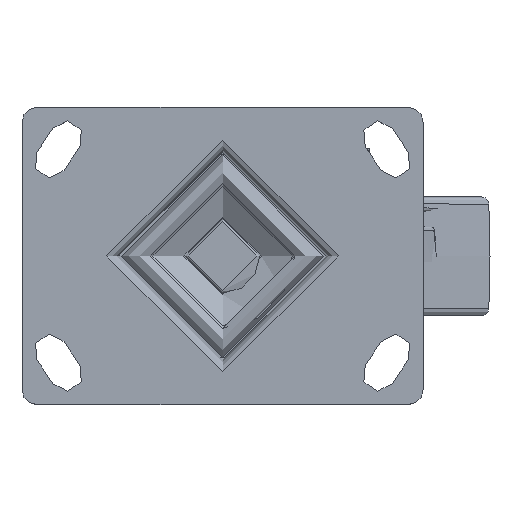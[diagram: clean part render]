
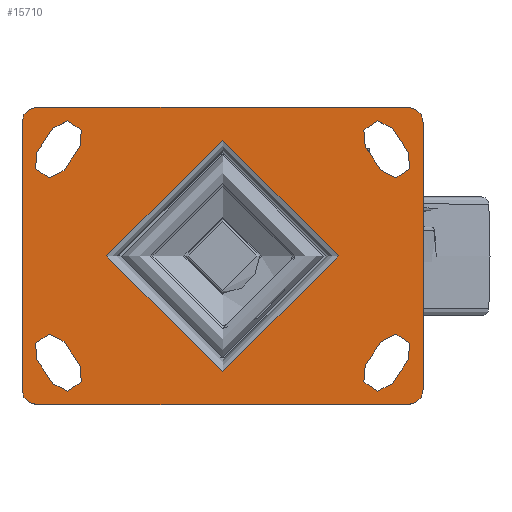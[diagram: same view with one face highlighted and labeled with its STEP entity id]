
A CAD part, top view. The second image highlights one B-rep face of the part: STEP entity #15710.
In plain terms, the highlighted planar face has unit normal (0, 0, 1).
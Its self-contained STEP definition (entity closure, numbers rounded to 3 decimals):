
#1473=FACE_BOUND('',#5073,.T.);
#1474=FACE_BOUND('',#5074,.T.);
#1475=FACE_BOUND('',#5075,.T.);
#1476=FACE_BOUND('',#5076,.T.);
#1477=FACE_BOUND('',#5077,.T.);
#1630=PLANE('',#17091);
#2129=LINE('',#22959,#3043);
#2131=LINE('',#22962,#3045);
#2133=LINE('',#22965,#3047);
#2135=LINE('',#22968,#3049);
#2137=LINE('',#22971,#3051);
#2139=LINE('',#22974,#3053);
#2141=LINE('',#22977,#3055);
#2143=LINE('',#22980,#3057);
#2144=LINE('',#22982,#3058);
#2146=LINE('',#22985,#3060);
#2147=LINE('',#22986,#3061);
#2148=LINE('',#22987,#3062);
#3043=VECTOR('',#18909,1000.);
#3045=VECTOR('',#18913,1000.);
#3047=VECTOR('',#18917,1000.);
#3049=VECTOR('',#18921,1000.);
#3051=VECTOR('',#18925,1000.);
#3053=VECTOR('',#18929,1000.);
#3055=VECTOR('',#18933,1000.);
#3057=VECTOR('',#18937,1000.);
#3058=VECTOR('',#18940,1000.);
#3060=VECTOR('',#18944,1000.);
#3061=VECTOR('',#18945,1000.);
#3062=VECTOR('',#18946,1000.);
#4072=FACE_OUTER_BOUND('',#5072,.T.);
#5072=EDGE_LOOP('',(#11120,#11121,#11122,#11123,#11124,#11125,#11126,#11127));
#5073=EDGE_LOOP('',(#11128,#11129,#11130,#11131));
#5074=EDGE_LOOP('',(#11132,#11133,#11134,#11135));
#5075=EDGE_LOOP('',(#11136,#11137,#11138,#11139));
#5076=EDGE_LOOP('',(#11140,#11141,#11142,#11143));
#5077=EDGE_LOOP('',(#11144));
#6194=CIRCLE('',#16910,39.);
#6307=CIRCLE('',#17047,5.);
#6309=CIRCLE('',#17050,5.);
#6311=CIRCLE('',#17053,5.);
#6313=CIRCLE('',#17056,5.);
#6316=CIRCLE('',#17060,5.5);
#6317=CIRCLE('',#17062,5.5);
#6320=CIRCLE('',#17066,5.5);
#6321=CIRCLE('',#17068,5.5);
#6324=CIRCLE('',#17072,5.5);
#6325=CIRCLE('',#17074,5.5);
#6328=CIRCLE('',#17078,5.5);
#6329=CIRCLE('',#17080,5.5);
#6918=VERTEX_POINT('',#22492);
#7085=VERTEX_POINT('',#22850);
#7086=VERTEX_POINT('',#22851);
#7089=VERTEX_POINT('',#22859);
#7090=VERTEX_POINT('',#22860);
#7093=VERTEX_POINT('',#22868);
#7094=VERTEX_POINT('',#22869);
#7097=VERTEX_POINT('',#22877);
#7098=VERTEX_POINT('',#22878);
#7103=VERTEX_POINT('',#22889);
#7104=VERTEX_POINT('',#22891);
#7105=VERTEX_POINT('',#22895);
#7106=VERTEX_POINT('',#22896);
#7111=VERTEX_POINT('',#22907);
#7112=VERTEX_POINT('',#22909);
#7113=VERTEX_POINT('',#22913);
#7114=VERTEX_POINT('',#22914);
#7119=VERTEX_POINT('',#22925);
#7120=VERTEX_POINT('',#22927);
#7121=VERTEX_POINT('',#22931);
#7122=VERTEX_POINT('',#22932);
#7127=VERTEX_POINT('',#22943);
#7128=VERTEX_POINT('',#22945);
#7129=VERTEX_POINT('',#22949);
#7130=VERTEX_POINT('',#22950);
#8440=EDGE_CURVE('',#6918,#6918,#6194,.T.);
#8619=EDGE_CURVE('',#7085,#7086,#6307,.T.);
#8623=EDGE_CURVE('',#7089,#7090,#6309,.T.);
#8627=EDGE_CURVE('',#7093,#7094,#6311,.T.);
#8631=EDGE_CURVE('',#7097,#7098,#6313,.T.);
#8637=EDGE_CURVE('',#7104,#7103,#6316,.T.);
#8639=EDGE_CURVE('',#7105,#7106,#6317,.T.);
#8645=EDGE_CURVE('',#7112,#7111,#6320,.T.);
#8647=EDGE_CURVE('',#7113,#7114,#6321,.T.);
#8653=EDGE_CURVE('',#7120,#7119,#6324,.T.);
#8655=EDGE_CURVE('',#7121,#7122,#6325,.T.);
#8661=EDGE_CURVE('',#7128,#7127,#6328,.T.);
#8663=EDGE_CURVE('',#7129,#7130,#6329,.T.);
#8668=EDGE_CURVE('',#7127,#7129,#2129,.T.);
#8670=EDGE_CURVE('',#7130,#7128,#2131,.T.);
#8672=EDGE_CURVE('',#7119,#7121,#2133,.T.);
#8674=EDGE_CURVE('',#7122,#7120,#2135,.T.);
#8676=EDGE_CURVE('',#7111,#7113,#2137,.T.);
#8678=EDGE_CURVE('',#7114,#7112,#2139,.T.);
#8680=EDGE_CURVE('',#7103,#7105,#2141,.T.);
#8682=EDGE_CURVE('',#7106,#7104,#2143,.T.);
#8683=EDGE_CURVE('',#7098,#7085,#2144,.T.);
#8685=EDGE_CURVE('',#7094,#7097,#2146,.T.);
#8686=EDGE_CURVE('',#7090,#7093,#2147,.T.);
#8687=EDGE_CURVE('',#7086,#7089,#2148,.T.);
#11120=ORIENTED_EDGE('',*,*,#8631,.F.);
#11121=ORIENTED_EDGE('',*,*,#8685,.F.);
#11122=ORIENTED_EDGE('',*,*,#8627,.F.);
#11123=ORIENTED_EDGE('',*,*,#8686,.F.);
#11124=ORIENTED_EDGE('',*,*,#8623,.F.);
#11125=ORIENTED_EDGE('',*,*,#8687,.F.);
#11126=ORIENTED_EDGE('',*,*,#8619,.F.);
#11127=ORIENTED_EDGE('',*,*,#8683,.F.);
#11128=ORIENTED_EDGE('',*,*,#8661,.T.);
#11129=ORIENTED_EDGE('',*,*,#8668,.T.);
#11130=ORIENTED_EDGE('',*,*,#8663,.T.);
#11131=ORIENTED_EDGE('',*,*,#8670,.T.);
#11132=ORIENTED_EDGE('',*,*,#8653,.T.);
#11133=ORIENTED_EDGE('',*,*,#8672,.T.);
#11134=ORIENTED_EDGE('',*,*,#8655,.T.);
#11135=ORIENTED_EDGE('',*,*,#8674,.T.);
#11136=ORIENTED_EDGE('',*,*,#8645,.T.);
#11137=ORIENTED_EDGE('',*,*,#8676,.T.);
#11138=ORIENTED_EDGE('',*,*,#8647,.T.);
#11139=ORIENTED_EDGE('',*,*,#8678,.T.);
#11140=ORIENTED_EDGE('',*,*,#8637,.T.);
#11141=ORIENTED_EDGE('',*,*,#8680,.T.);
#11142=ORIENTED_EDGE('',*,*,#8639,.T.);
#11143=ORIENTED_EDGE('',*,*,#8682,.T.);
#11144=ORIENTED_EDGE('',*,*,#8440,.F.);
#15710=ADVANCED_FACE('',(#4072,#1473,#1474,#1475,#1476,#1477),#1630,.T.);
#16910=AXIS2_PLACEMENT_3D('',#22493,#18484,#18485);
#17047=AXIS2_PLACEMENT_3D('',#22852,#18812,#18813);
#17050=AXIS2_PLACEMENT_3D('',#22861,#18820,#18821);
#17053=AXIS2_PLACEMENT_3D('',#22870,#18828,#18829);
#17056=AXIS2_PLACEMENT_3D('',#22879,#18836,#18837);
#17060=AXIS2_PLACEMENT_3D('',#22892,#18847,#18848);
#17062=AXIS2_PLACEMENT_3D('',#22897,#18852,#18853);
#17066=AXIS2_PLACEMENT_3D('',#22910,#18863,#18864);
#17068=AXIS2_PLACEMENT_3D('',#22915,#18868,#18869);
#17072=AXIS2_PLACEMENT_3D('',#22928,#18879,#18880);
#17074=AXIS2_PLACEMENT_3D('',#22933,#18884,#18885);
#17078=AXIS2_PLACEMENT_3D('',#22946,#18895,#18896);
#17080=AXIS2_PLACEMENT_3D('',#22951,#18900,#18901);
#17091=AXIS2_PLACEMENT_3D('',#22984,#18942,#18943);
#18484=DIRECTION('center_axis',(0.,0.,1.));
#18485=DIRECTION('ref_axis',(0.,-1.,0.));
#18812=DIRECTION('center_axis',(0.,0.,-1.));
#18813=DIRECTION('ref_axis',(0.707,0.707,0.));
#18820=DIRECTION('center_axis',(0.,0.,-1.));
#18821=DIRECTION('ref_axis',(0.707,-0.707,0.));
#18828=DIRECTION('center_axis',(0.,0.,-1.));
#18829=DIRECTION('ref_axis',(-0.707,-0.707,0.));
#18836=DIRECTION('center_axis',(0.,0.,-1.));
#18837=DIRECTION('ref_axis',(-0.707,0.707,0.));
#18847=DIRECTION('center_axis',(0.,0.,-1.));
#18848=DIRECTION('ref_axis',(-1.,0.,0.));
#18852=DIRECTION('center_axis',(0.,0.,-1.));
#18853=DIRECTION('ref_axis',(-1.,0.,0.));
#18863=DIRECTION('center_axis',(0.,0.,-1.));
#18864=DIRECTION('ref_axis',(1.,0.,0.));
#18868=DIRECTION('center_axis',(0.,0.,-1.));
#18869=DIRECTION('ref_axis',(1.,0.,0.));
#18879=DIRECTION('center_axis',(0.,0.,-1.));
#18880=DIRECTION('ref_axis',(1.,0.,0.));
#18884=DIRECTION('center_axis',(0.,0.,-1.));
#18885=DIRECTION('ref_axis',(1.,0.,0.));
#18895=DIRECTION('center_axis',(0.,0.,-1.));
#18896=DIRECTION('ref_axis',(-1.,0.,0.));
#18900=DIRECTION('center_axis',(0.,0.,-1.));
#18901=DIRECTION('ref_axis',(-1.,0.,0.));
#18909=DIRECTION('',(0.555,0.832,0.));
#18913=DIRECTION('',(-0.555,-0.832,0.));
#18917=DIRECTION('',(-0.555,0.832,0.));
#18921=DIRECTION('',(0.555,-0.832,0.));
#18925=DIRECTION('',(-0.555,-0.832,0.));
#18929=DIRECTION('',(0.555,0.832,0.));
#18933=DIRECTION('',(0.555,-0.832,0.));
#18937=DIRECTION('',(-0.555,0.832,0.));
#18940=DIRECTION('',(1.,0.,0.));
#18942=DIRECTION('center_axis',(0.,0.,1.));
#18943=DIRECTION('ref_axis',(1.,0.,0.));
#18944=DIRECTION('',(0.,1.,0.));
#18945=DIRECTION('',(-1.,0.,0.));
#18946=DIRECTION('',(0.,-1.,0.));
#22492=CARTESIAN_POINT('',(39.,0.,0.));
#22493=CARTESIAN_POINT('Origin',(0.,0.,0.));
#22850=CARTESIAN_POINT('',(62.5,50.,0.));
#22851=CARTESIAN_POINT('',(67.5,45.,0.));
#22852=CARTESIAN_POINT('Origin',(62.5,45.,0.));
#22859=CARTESIAN_POINT('',(67.5,-45.,0.));
#22860=CARTESIAN_POINT('',(62.5,-50.,0.));
#22861=CARTESIAN_POINT('Origin',(62.5,-45.,0.));
#22868=CARTESIAN_POINT('',(-62.5,-50.,0.));
#22869=CARTESIAN_POINT('',(-67.5,-45.,0.));
#22870=CARTESIAN_POINT('Origin',(-62.5,-45.,0.));
#22877=CARTESIAN_POINT('',(-67.5,45.,0.));
#22878=CARTESIAN_POINT('',(-62.5,50.,0.));
#22879=CARTESIAN_POINT('Origin',(-62.5,45.,0.));
#22889=CARTESIAN_POINT('',(57.15,42.938,0.));
#22891=CARTESIAN_POINT('',(48.,36.838,0.));
#22892=CARTESIAN_POINT('Origin',(52.5,40.,0.));
#22895=CARTESIAN_POINT('',(62.5,34.912,0.));
#22896=CARTESIAN_POINT('',(53.35,28.812,0.));
#22897=CARTESIAN_POINT('Origin',(58.,31.75,0.));
#22907=CARTESIAN_POINT('',(-48.,36.838,0.));
#22909=CARTESIAN_POINT('',(-57.15,42.938,0.));
#22910=CARTESIAN_POINT('Origin',(-52.5,40.,0.));
#22913=CARTESIAN_POINT('',(-53.35,28.812,0.));
#22914=CARTESIAN_POINT('',(-62.5,34.912,0.));
#22915=CARTESIAN_POINT('Origin',(-58.,31.75,0.));
#22925=CARTESIAN_POINT('',(-57.15,-42.938,0.));
#22927=CARTESIAN_POINT('',(-48.,-36.838,0.));
#22928=CARTESIAN_POINT('Origin',(-52.5,-40.,0.));
#22931=CARTESIAN_POINT('',(-62.5,-34.912,0.));
#22932=CARTESIAN_POINT('',(-53.35,-28.812,0.));
#22933=CARTESIAN_POINT('Origin',(-58.,-31.75,0.));
#22943=CARTESIAN_POINT('',(48.,-36.838,0.));
#22945=CARTESIAN_POINT('',(57.15,-42.938,0.));
#22946=CARTESIAN_POINT('Origin',(52.5,-40.,0.));
#22949=CARTESIAN_POINT('',(53.35,-28.812,0.));
#22950=CARTESIAN_POINT('',(62.5,-34.912,0.));
#22951=CARTESIAN_POINT('Origin',(58.,-31.75,0.));
#22959=CARTESIAN_POINT('',(50.454,-33.157,0.));
#22962=CARTESIAN_POINT('',(59.604,-39.257,0.));
#22965=CARTESIAN_POINT('',(-59.604,-39.257,0.));
#22968=CARTESIAN_POINT('',(-50.454,-33.157,0.));
#22971=CARTESIAN_POINT('',(-50.454,33.157,0.));
#22974=CARTESIAN_POINT('',(-59.604,39.257,0.));
#22977=CARTESIAN_POINT('',(59.604,39.257,0.));
#22980=CARTESIAN_POINT('',(50.454,33.157,0.));
#22982=CARTESIAN_POINT('',(0.,50.,0.));
#22984=CARTESIAN_POINT('Origin',(0.,0.,0.));
#22985=CARTESIAN_POINT('',(-67.5,0.,0.));
#22986=CARTESIAN_POINT('',(0.,-50.,0.));
#22987=CARTESIAN_POINT('',(67.5,0.,0.));
